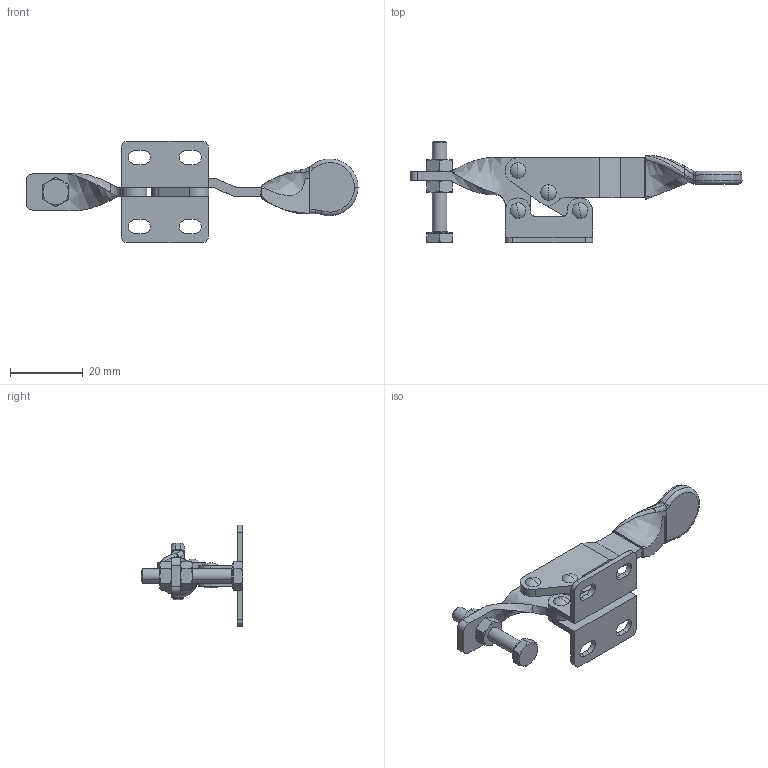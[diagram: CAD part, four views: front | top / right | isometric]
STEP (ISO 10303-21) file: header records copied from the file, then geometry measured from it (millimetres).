
FILE_DESCRIPTION (( 'STEP AP214' ), '1' );
FILE_NAME ('GH-20100(Â²¤Æ).STEP', '2020-07-16T05:25:29', ( 'LinWei' ), ( '' ), 'SwSTEP 2.0', 'SolidWorks 2016', '' );
FILE_SCHEMA (( 'AUTOMOTIVE_DESIGN' ));
Length unit declared in the file: millimetre
Products named in the file (6): 12010008-1^GH-20100(簡化); 12010005-1^GH-20100(簡化); Group5^GH-20100(簡化); Group4^GH-20100(簡化); Group1^GH-20100(簡化); GH-20100(簡化)
Assembly tree (5 placements, depth 2):
  GH-20100(簡化)
    Group1^GH-20100(簡化)
    Group4^GH-20100(簡化)
    Group5^GH-20100(簡化)
    12010005-1^GH-20100(簡化)
    12010008-1^GH-20100(簡化)
Bounding box: 91.16 x 27.8 x 28 mm (x, y, z)
Volume: 5321 mm3; surface area: 6419 mm2
Topology: 10 solids, 10 shells, 271 faces, 626 edges, 397 vertices
Faces by surface type: plane 104, cylinder 77, cone 40, bspline 26, torus 16, sphere 8
Entity records: 11354 total; most frequent: CARTESIAN_POINT 4075, DIRECTION 1253, ORIENTED_EDGE 1244, EDGE_CURVE 622, AXIS2_PLACEMENT_3D 500, VERTEX_POINT 397, EDGE_LOOP 319, FACE_OUTER_BOUND 271
